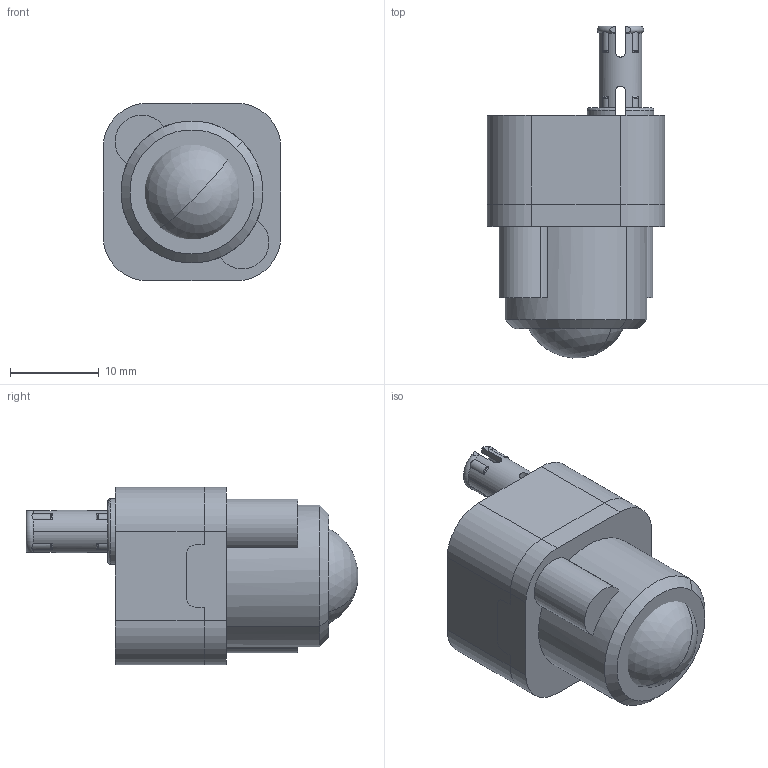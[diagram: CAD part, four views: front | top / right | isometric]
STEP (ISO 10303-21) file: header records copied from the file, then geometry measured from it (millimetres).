
FILE_DESCRIPTION((''),'2;1');
FILE_NAME('CWBETA_ASM','2019-05-22T',('User'),(''),'PRO/ENGINEER BY PARAMETRIC TECHNOLOGY CORPORATION, 2009360','PRO/ENGINEER BY PARAMETRIC TECHNOLOGY CORPORATION, 2009360','');
FILE_SCHEMA(('AUTOMOTIVE_DESIGN_CC2 { 1 2 10303 214 -1 1 5 2 }'));
Length unit declared in the file: millimetre
Products named in the file (13): CWBA_1_ANY; CASTER_BODY_STP_ANY; CASTER_BALL_STP_ANY; CWPA_STP_ANY_ASM; CWPA_ANY_ASM; CWBA_2_ANY; CUT-EXTRUDE1_1_; CUT-EXTRUDE1_2_; SCREWS_CWBETA_ANY_ASM; CWBETA_ANY_ASM; _CWBETA; CP1X1; CWBETA_ASM
Assembly tree (12 placements, depth 5):
  CWBETA_ASM
    CWBETA_ANY_ASM
      CWBA_1_ANY
      CWPA_ANY_ASM
        CWPA_STP_ANY_ASM
          CASTER_BODY_STP_ANY
          CASTER_BALL_STP_ANY
      CWBA_2_ANY
      SCREWS_CWBETA_ANY_ASM
        CUT-EXTRUDE1_1_
        CUT-EXTRUDE1_2_
    _CWBETA
    CP1X1
Bounding box: 20 x 37.34 x 20 mm (x, y, z)
Volume: 6015.8 mm3; surface area: 7164.8 mm2
Topology: 7 solids, 7 shells, 638 faces, 1840 edges, 1219 vertices
Faces by surface type: cylinder 312, plane 248, bspline 44, cone 22, torus 8, sphere 4
Entity records: 34718 total; most frequent: CARTESIAN_POINT 9252, ORIENTED_EDGE 3658, DIRECTION 3624, PRESENTATION_STYLE_ASSIGNMENT 2186, EDGE_CURVE 1829, STYLED_ITEM 1795, CURVE_STYLE 1789, AXIS2_PLACEMENT_3D 1331
